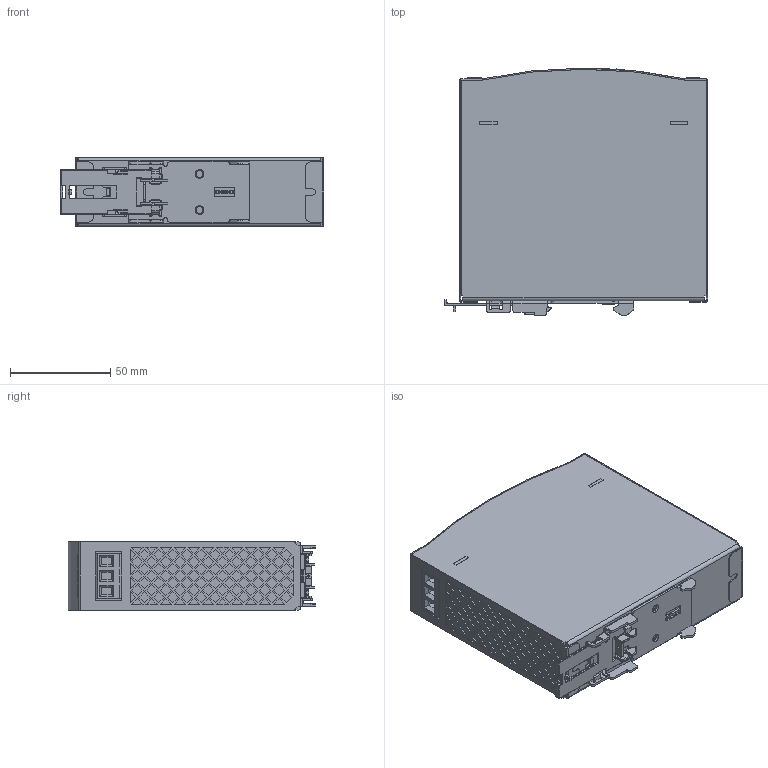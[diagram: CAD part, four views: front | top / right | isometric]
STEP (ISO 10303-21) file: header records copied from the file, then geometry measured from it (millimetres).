
FILE_DESCRIPTION((''),'2;1');
FILE_NAME('PRT0001','2021-06-29T',('rd13'),(''),'PRO/ENGINEER BY PARAMETRIC TECHNOLOGY CORPORATION, 2008230','PRO/ENGINEER BY PARAMETRIC TECHNOLOGY CORPORATION, 2008230','');
FILE_SCHEMA(('AUTOMOTIVE_DESIGN_CC2 { 1 2 10303 214 -1 1 5 2 }'));
Products named in the file (1): PRT0001
Bounding box: 131.2 x 123.5 x 34.2 mm (x, y, z)
Volume: 473061.3 mm3; surface area: 72852.1 mm2
Topology: 1 solids, 3 shells, 1846 faces, 5241 edges, 3384 vertices
Faces by surface type: plane 1325, cylinder 353, torus 59, extrusion 57, bspline 50, sphere 2
Entity records: 67081 total; most frequent: CARTESIAN_POINT 15652, ORIENTED_EDGE 10476, DIRECTION 9346, EDGE_CURVE 5238, VECTOR 4258, LINE 4201, VERTEX_POINT 3384, AXIS2_PLACEMENT_3D 2544
